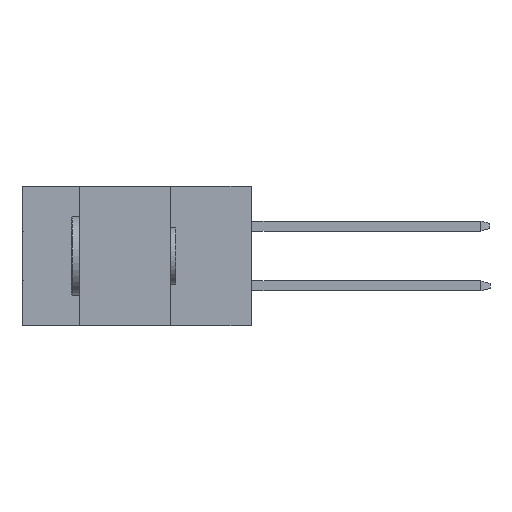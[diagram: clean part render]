
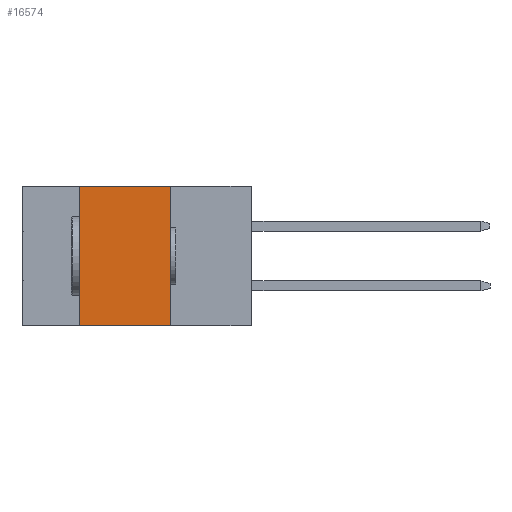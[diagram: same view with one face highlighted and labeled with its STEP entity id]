
A CAD part, left-side view. The second image highlights one B-rep face of the part: STEP entity #16574.
In plain terms, the highlighted planar face has unit normal (-1, 0, 0).
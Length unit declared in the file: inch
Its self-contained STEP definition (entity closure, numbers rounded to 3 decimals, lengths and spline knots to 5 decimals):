
#87 = DIRECTION ( 'NONE',  ( 0., 0., 1. ) ) ;
#1286 = ORIENTED_EDGE ( 'NONE', *, *, #1921, .T. ) ;
#1333 = VERTEX_POINT ( 'NONE', #18796 ) ;
#1555 = LINE ( 'NONE', #5795, #1614 ) ;
#1614 = VECTOR ( 'NONE', #10831, 39.37008 ) ;
#1627 = FACE_OUTER_BOUND ( 'NONE', #11992, .T. ) ;
#1921 = EDGE_CURVE ( 'NONE', #5205, #7469, #12910, .T. ) ;
#2864 = ORIENTED_EDGE ( 'NONE', *, *, #8307, .F. ) ;
#3571 = CARTESIAN_POINT ( 'NONE',  ( 0., 0.72, 0. ) ) ;
#4973 = CARTESIAN_POINT ( 'NONE',  ( 0., 0.72, 0. ) ) ;
#5205 = VERTEX_POINT ( 'NONE', #5253 ) ;
#5253 = CARTESIAN_POINT ( 'NONE',  ( 0., 0.54, -0.437 ) ) ;
#5795 = CARTESIAN_POINT ( 'NONE',  ( 0., 0.254, -0.437 ) ) ;
#7469 = VERTEX_POINT ( 'NONE', #8430 ) ;
#7729 = VECTOR ( 'NONE', #19732, 39.37008 ) ;
#7983 = ORIENTED_EDGE ( 'NONE', *, *, #14495, .F. ) ;
#8307 = EDGE_CURVE ( 'NONE', #5205, #1333, #20249, .T. ) ;
#8393 = VERTEX_POINT ( 'NONE', #20787 ) ;
#8430 = CARTESIAN_POINT ( 'NONE',  ( 0., 0.254, -0.437 ) ) ;
#8756 = AXIS2_PLACEMENT_3D ( 'NONE', #4973, #18933, #10315 ) ;
#9529 = EDGE_CURVE ( 'NONE', #1333, #8393, #17196, .T. ) ;
#10315 = DIRECTION ( 'NONE',  ( 0., 0., -1. ) ) ;
#10831 = DIRECTION ( 'NONE',  ( 0., 0., -1. ) ) ;
#11599 = VECTOR ( 'NONE', #15319, 39.37008 ) ;
#11992 = EDGE_LOOP ( 'NONE', ( #7983, #12960, #2864, #1286 ) ) ;
#12910 = LINE ( 'NONE', #14706, #7729 ) ;
#12960 = ORIENTED_EDGE ( 'NONE', *, *, #9529, .F. ) ;
#13016 = VECTOR ( 'NONE', #87, 39.37008 ) ;
#14495 = EDGE_CURVE ( 'NONE', #8393, #7469, #1555, .T. ) ;
#14706 = CARTESIAN_POINT ( 'NONE',  ( 0., 0.72, -0.437 ) ) ;
#15319 = DIRECTION ( 'NONE',  ( 0., -1., 0. ) ) ;
#16574 = ADVANCED_FACE ( 'NONE', ( #1627 ), #20303, .F. ) ;
#16877 = CARTESIAN_POINT ( 'NONE',  ( 0., 0.54, -0.437 ) ) ;
#17196 = LINE ( 'NONE', #3571, #11599 ) ;
#18796 = CARTESIAN_POINT ( 'NONE',  ( 0., 0.54, 0. ) ) ;
#18933 = DIRECTION ( 'NONE',  ( 1., 0., 0. ) ) ;
#19732 = DIRECTION ( 'NONE',  ( 0., -1., 0. ) ) ;
#20249 = LINE ( 'NONE', #16877, #13016 ) ;
#20303 = PLANE ( 'NONE',  #8756 ) ;
#20787 = CARTESIAN_POINT ( 'NONE',  ( 0., 0.254, 0. ) ) ;
